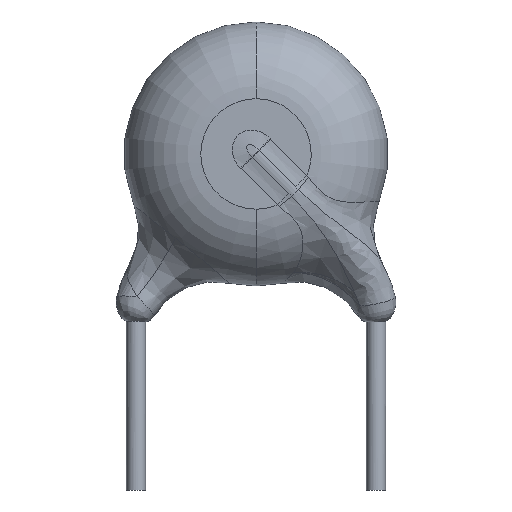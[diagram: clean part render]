
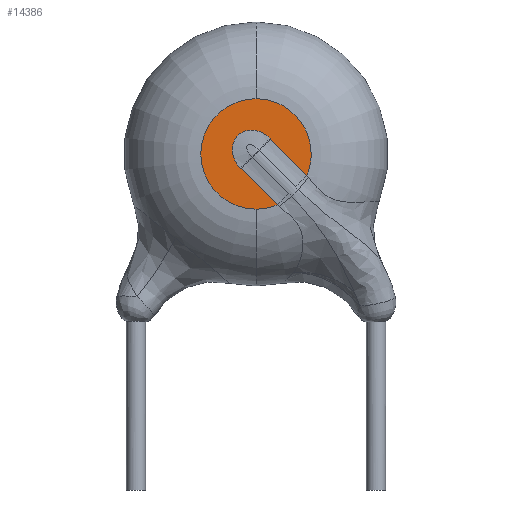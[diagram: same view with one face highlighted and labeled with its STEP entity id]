
A CAD part, front view. The second image highlights one B-rep face of the part: STEP entity #14386.
In plain terms, the highlighted planar face has unit normal (0, -1, 0).
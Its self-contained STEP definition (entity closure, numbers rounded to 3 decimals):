
#256 = CARTESIAN_POINT ( 'NONE',  ( 0.298, -1.6, 3.823 ) ) ;
#356 = CARTESIAN_POINT ( 'NONE',  ( 0.302, -1.6, 3.819 ) ) ;
#526 = ORIENTED_EDGE ( 'NONE', *, *, #17007, .T. ) ;
#780 = VERTEX_POINT ( 'NONE', #19888 ) ;
#1246 = CARTESIAN_POINT ( 'NONE',  ( 1.062, -1.6, 3.058 ) ) ;
#1581 = CARTESIAN_POINT ( 'NONE',  ( -0.096, -1.6, 3.998 ) ) ;
#1777 = CARTESIAN_POINT ( 'NONE',  ( -0.458, -1.6, 3.779 ) ) ;
#1816 = CIRCLE ( 'NONE', #6686, 1.15 ) ;
#1929 = DIRECTION ( 'NONE',  ( 0., 1., 0. ) ) ;
#1944 = VERTEX_POINT ( 'NONE', #13235 ) ;
#2187 = VERTEX_POINT ( 'NONE', #19924 ) ;
#3105 = CARTESIAN_POINT ( 'NONE',  ( -0.425, -1.6, 3.835 ) ) ;
#3208 = CARTESIAN_POINT ( 'NONE',  ( 0.208, -1.6, 3.912 ) ) ;
#3317 = CARTESIAN_POINT ( 'NONE',  ( -0.498, -1.6, 3.595 ) ) ;
#3697 = B_SPLINE_CURVE_WITH_KNOTS ( 'NONE', 3,
 ( #12757, #11123, #8076, #6381 ),
 .UNSPECIFIED., .F., .F.,
 ( 4, 4 ),
 ( 0., 0. ),
 .UNSPECIFIED. ) ;
#4388 = DIRECTION ( 'NONE',  ( 0., 0., 1. ) ) ;
#4592 = CARTESIAN_POINT ( 'NONE',  ( 0.31, -1.6, 3.81 ) ) ;
#4634 = CARTESIAN_POINT ( 'NONE',  ( -0.323, -1.6, 3.203 ) ) ;
#4650 = CARTESIAN_POINT ( 'NONE',  ( 0.441, -1.6, 2.438 ) ) ;
#4798 = CARTESIAN_POINT ( 'NONE',  ( 0., -1.6, 3.5 ) ) ;
#5869 = AXIS2_PLACEMENT_3D ( 'NONE', #12133, #10283, #13847 ) ;
#5937 = PLANE ( 'NONE',  #5869 ) ;
#6381 = CARTESIAN_POINT ( 'NONE',  ( -0.323, -1.6, 3.203 ) ) ;
#6652 = CARTESIAN_POINT ( 'NONE',  ( 0.298, -1.6, 3.823 ) ) ;
#6686 = AXIS2_PLACEMENT_3D ( 'NONE', #4798, #1929, #7912 ) ;
#7258 = ORIENTED_EDGE ( 'NONE', *, *, #11054, .T. ) ;
#7614 = B_SPLINE_CURVE_WITH_KNOTS ( 'NONE', 3,
 ( #256, #356, #18625, #17398 ),
 .UNSPECIFIED., .F., .F.,
 ( 4, 4 ),
 ( 0., 0. ),
 .UNSPECIFIED. ) ;
#7758 = CARTESIAN_POINT ( 'NONE',  ( -0.474, -1.6, 3.408 ) ) ;
#7786 = ORIENTED_EDGE ( 'NONE', *, *, #13840, .F. ) ;
#7912 = DIRECTION ( 'NONE',  ( 0., 0., 1. ) ) ;
#8017 = CARTESIAN_POINT ( 'NONE',  ( 0., -1.6, 3.5 ) ) ;
#8076 = CARTESIAN_POINT ( 'NONE',  ( -0.319, -1.6, 3.199 ) ) ;
#8454 = ORIENTED_EDGE ( 'NONE', *, *, #13289, .T. ) ;
#9238 = DIRECTION ( 'NONE',  ( 0., 0., 1. ) ) ;
#9398 = VERTEX_POINT ( 'NONE', #15515 ) ;
#9438 = DIRECTION ( 'NONE',  ( 0., 1., 0. ) ) ;
#9522 = B_SPLINE_CURVE_WITH_KNOTS ( 'NONE', 3,
 ( #4592, #19600, #13727, #1246 ),
 .UNSPECIFIED., .F., .F.,
 ( 4, 4 ),
 ( 0., 0.001 ),
 .UNSPECIFIED. ) ;
#10283 = DIRECTION ( 'NONE',  ( 0., 1., 0. ) ) ;
#10811 = CARTESIAN_POINT ( 'NONE',  ( -0.413, -1.6, 3.292 ) ) ;
#11054 = EDGE_CURVE ( 'NONE', #18418, #15968, #3697, .T. ) ;
#11123 = CARTESIAN_POINT ( 'NONE',  ( -0.315, -1.6, 3.194 ) ) ;
#11495 = B_SPLINE_CURVE_WITH_KNOTS ( 'NONE', 3,
 ( #19736, #11904, #14915, #11592 ),
 .UNSPECIFIED., .F., .F.,
 ( 4, 4 ),
 ( 0., 0.001 ),
 .UNSPECIFIED. ) ;
#11567 = AXIS2_PLACEMENT_3D ( 'NONE', #8017, #9438, #9238 ) ;
#11592 = CARTESIAN_POINT ( 'NONE',  ( -0.31, -1.6, 3.19 ) ) ;
#11904 = CARTESIAN_POINT ( 'NONE',  ( 0.19, -1.6, 2.688 ) ) ;
#12133 = CARTESIAN_POINT ( 'NONE',  ( 0., -1.6, 3.5 ) ) ;
#12439 = EDGE_CURVE ( 'NONE', #780, #2187, #7614, .T. ) ;
#12442 = CARTESIAN_POINT ( 'NONE',  ( 0.091, -1.6, 3.975 ) ) ;
#12635 = CARTESIAN_POINT ( 'NONE',  ( -0.337, -1.6, 3.924 ) ) ;
#12666 = EDGE_CURVE ( 'NONE', #19508, #18418, #11495, .T. ) ;
#12757 = CARTESIAN_POINT ( 'NONE',  ( -0.31, -1.6, 3.19 ) ) ;
#12765 = EDGE_LOOP ( 'NONE', ( #17545, #526, #19552, #17964, #7786, #19245, #7258, #8454 ) ) ;
#13015 = CIRCLE ( 'NONE', #19505, 1.15 ) ;
#13235 = CARTESIAN_POINT ( 'NONE',  ( 0., -1.6, 4.65 ) ) ;
#13272 = VERTEX_POINT ( 'NONE', #17289 ) ;
#13289 = EDGE_CURVE ( 'NONE', #15968, #780, #18963, .T. ) ;
#13727 = CARTESIAN_POINT ( 'NONE',  ( 0.811, -1.6, 3.308 ) ) ;
#13840 = EDGE_CURVE ( 'NONE', #19508, #9398, #13015, .T. ) ;
#13847 = DIRECTION ( 'NONE',  ( 0., 0., 1. ) ) ;
#14386 = ADVANCED_FACE ( 'NONE', ( #18087 ), #5937, .F. ) ;
#14915 = CARTESIAN_POINT ( 'NONE',  ( -0.06, -1.6, 2.939 ) ) ;
#15450 = CARTESIAN_POINT ( 'NONE',  ( -0.281, -1.6, 3.957 ) ) ;
#15515 = CARTESIAN_POINT ( 'NONE',  ( 0., -1.6, 2.35 ) ) ;
#15643 = CARTESIAN_POINT ( 'NONE',  ( -0.494, -1.6, 3.66 ) ) ;
#15858 = CARTESIAN_POINT ( 'NONE',  ( -0.31, -1.6, 3.19 ) ) ;
#15968 = VERTEX_POINT ( 'NONE', #16962 ) ;
#16962 = CARTESIAN_POINT ( 'NONE',  ( -0.323, -1.6, 3.203 ) ) ;
#17007 = EDGE_CURVE ( 'NONE', #2187, #13272, #9522, .T. ) ;
#17091 = EDGE_CURVE ( 'NONE', #1944, #13272, #1816, .T. ) ;
#17289 = CARTESIAN_POINT ( 'NONE',  ( 1.062, -1.6, 3.058 ) ) ;
#17398 = CARTESIAN_POINT ( 'NONE',  ( 0.31, -1.6, 3.81 ) ) ;
#17504 = EDGE_CURVE ( 'NONE', #9398, #1944, #19003, .T. ) ;
#17545 = ORIENTED_EDGE ( 'NONE', *, *, #12439, .T. ) ;
#17964 = ORIENTED_EDGE ( 'NONE', *, *, #17504, .F. ) ;
#18087 = FACE_OUTER_BOUND ( 'NONE', #12765, .T. ) ;
#18167 = CARTESIAN_POINT ( 'NONE',  ( 0., -1.6, 3.5 ) ) ;
#18418 = VERTEX_POINT ( 'NONE', #15858 ) ;
#18615 = CARTESIAN_POINT ( 'NONE',  ( -0.16, -1.6, 3.994 ) ) ;
#18625 = CARTESIAN_POINT ( 'NONE',  ( 0.306, -1.6, 3.814 ) ) ;
#18963 = B_SPLINE_CURVE_WITH_KNOTS ( 'NONE', 3,
 ( #4634, #10811, #7758, #3317, #15643, #1777, #3105, #12635, #15450, #18615, #1581, #12442, #3208, #6652 ),
 .UNSPECIFIED., .F., .F.,
 ( 4, 2, 2, 2, 2, 2, 4 ),
 ( 0., 0., 0.001, 0.001, 0.001, 0.001, 0.002 ),
 .UNSPECIFIED. ) ;
#19003 = CIRCLE ( 'NONE', #11567, 1.15 ) ;
#19245 = ORIENTED_EDGE ( 'NONE', *, *, #12666, .T. ) ;
#19505 = AXIS2_PLACEMENT_3D ( 'NONE', #18167, #19807, #4388 ) ;
#19508 = VERTEX_POINT ( 'NONE', #4650 ) ;
#19552 = ORIENTED_EDGE ( 'NONE', *, *, #17091, .F. ) ;
#19600 = CARTESIAN_POINT ( 'NONE',  ( 0.561, -1.6, 3.559 ) ) ;
#19736 = CARTESIAN_POINT ( 'NONE',  ( 0.441, -1.6, 2.438 ) ) ;
#19807 = DIRECTION ( 'NONE',  ( 0., 1., 0. ) ) ;
#19888 = CARTESIAN_POINT ( 'NONE',  ( 0.298, -1.6, 3.823 ) ) ;
#19924 = CARTESIAN_POINT ( 'NONE',  ( 0.31, -1.6, 3.81 ) ) ;
